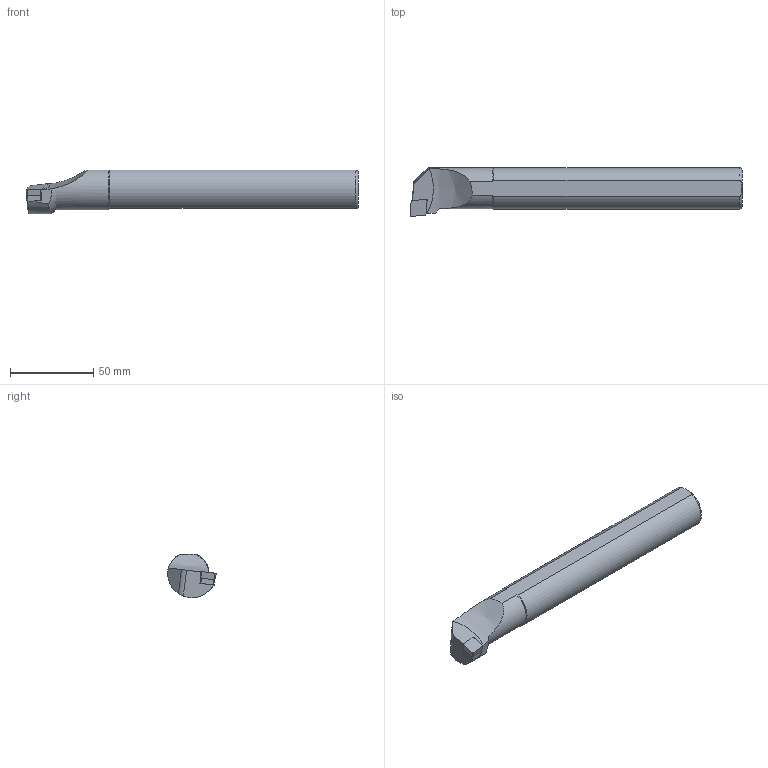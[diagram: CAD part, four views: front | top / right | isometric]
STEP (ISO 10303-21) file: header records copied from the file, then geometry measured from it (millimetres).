
FILE_DESCRIPTION(/* description */ (''),/* implementation_level */ '2;1');
FILE_NAME(/* name */ 'A25R-SCLCR-09.stp',/* time_stamp */ '2023-10-13T11:40:53+03:00',/* author */ (''),/* organization */ (''),/* preprocessor_version */ 'ST-DEVELOPER v19.4',/* originating_system */ 'SIEMENS PLM Software NX2306.3001',/* authorisation */ '');
FILE_SCHEMA (('AUTOMOTIVE_DESIGN { 1 0 10303 214 3 1 1 1 }'));
Length unit declared in the file: millimetre
Products named in the file (1): A25R SCLCR 09-LIGHT_objects
Bounding box: 199.92 x 29.42 x 26.14 mm (x, y, z)
Volume: 90077.6 mm3; surface area: 16393 mm2
Topology: 2 solids, 2 shells, 47 faces, 122 edges, 80 vertices
Faces by surface type: plane 27, cylinder 11, cone 7, torus 1, bspline 1
Entity records: 2411 total; most frequent: CARTESIAN_POINT 1236, ORIENTED_EDGE 240, DIRECTION 230, EDGE_CURVE 120, AXIS2_PLACEMENT_3D 81, VERTEX_POINT 79, LINE 68, VECTOR 68
